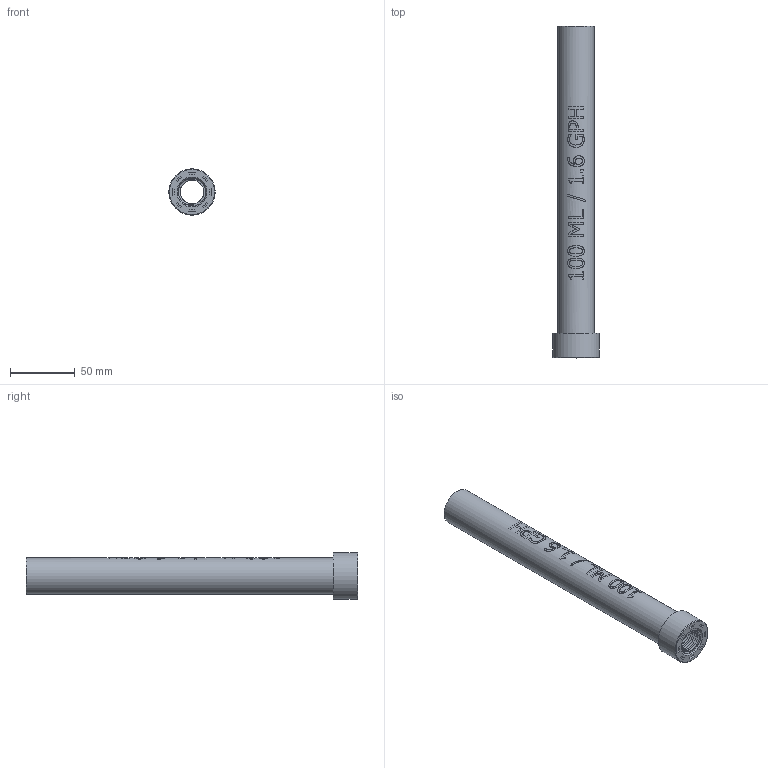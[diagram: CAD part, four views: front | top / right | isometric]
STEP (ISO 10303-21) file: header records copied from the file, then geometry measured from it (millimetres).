
FILE_DESCRIPTION((''),'2;1');
FILE_NAME('PV#1-100_R0.stp','2016-03-17T11:16:52',('Engineering'),(''),'Autodesk Inventor 2009','Autodesk Inventor 2009','');
FILE_SCHEMA(('AUTOMOTIVE_DESIGN { 1 0 10303 214 1 1 1 1 }'));
Length unit declared in the file: inch
Products named in the file (3): PV#1-100_R0; PV100-ENCAP; PV-100-TUBE_R0
Assembly tree (2 placements, depth 2):
  PV#1-100_R0
    PV100-ENCAP
    PV-100-TUBE_R0
Bounding box: 35.89 x 257.18 x 35.89 mm (x, y, z)
Volume: 43867.1 mm3; surface area: 49729.3 mm2
Topology: 2 solids, 2 shells, 305 faces, 799 edges, 523 vertices
Faces by surface type: plane 115, bspline 104, cone 51, cylinder 35
Full cylindrical faces by diameter (mm): 18.258 x7, 25.527 x1, 28.575 x1, 35.892 x1
Entity records: 38132 total; most frequent: CARTESIAN_POINT 31397, ORIENTED_EDGE 1576, DIRECTION 1014, EDGE_CURVE 788, VERTEX_POINT 521, VECTOR 388, LINE 388, EDGE_LOOP 343
